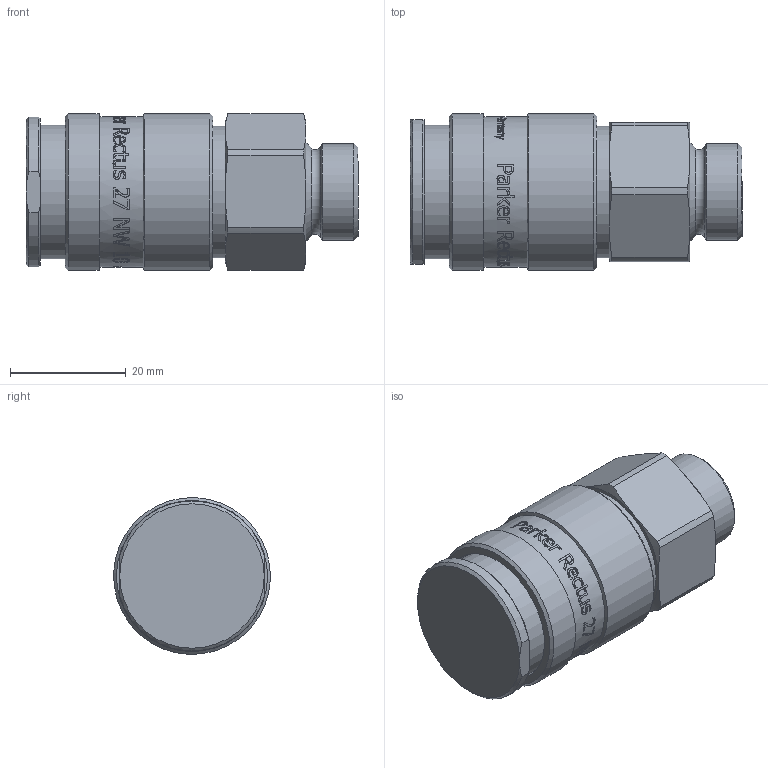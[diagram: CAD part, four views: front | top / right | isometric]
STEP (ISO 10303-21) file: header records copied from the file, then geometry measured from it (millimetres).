
FILE_DESCRIPTION((''),'2;1');
FILE_NAME('27kaaw17rvx.stp','2013-05-24T07:03:35',('IA176480'),(''),'Autodesk Inventor 2011','Autodesk Inventor 2011','');
FILE_SCHEMA(('AUTOMOTIVE_DESIGN { 1 0 10303 214 1 1 1 1 }'));
Length unit declared in the file: millimetre
Products named in the file (1): D106660
Bounding box: 57.45 x 27.13 x 27.13 mm (x, y, z)
Volume: 25204.9 mm3; surface area: 9829.3 mm2
Topology: 2 solids, 2 shells, 825 faces, 2224 edges, 1473 vertices
Faces by surface type: bspline 385, plane 320, cylinder 87, cone 32, torus 1
Full cylindrical faces by diameter (mm): 16.662 x1, 20 x1, 20.3 x1, 20.95 x1, 22.8 x1, 23.1 x1, 23.35 x1, 23.55 x1, 26 x1, 27.15 x2
Entity records: 126197 total; most frequent: CARTESIAN_POINT 107966, ORIENTED_EDGE 4370, DIRECTION 2187, EDGE_CURVE 2185, VERTEX_POINT 1465, B_SPLINE_CURVE_WITH_KNOTS 1066, EDGE_LOOP 924, VECTOR 865
